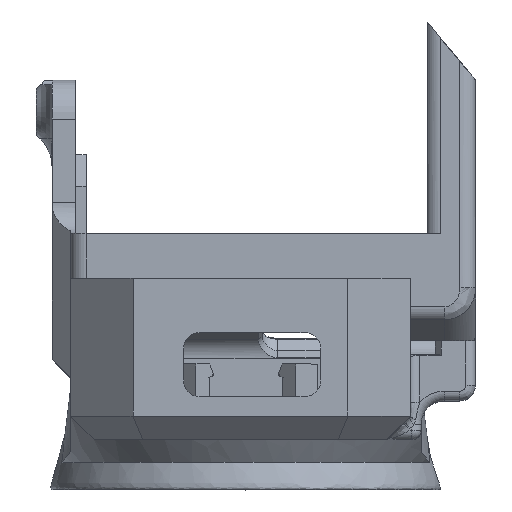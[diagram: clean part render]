
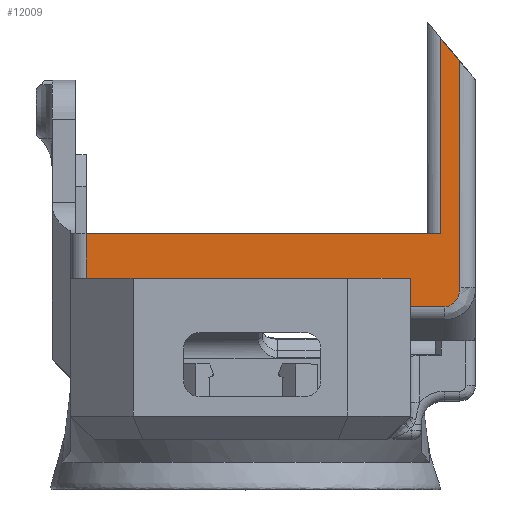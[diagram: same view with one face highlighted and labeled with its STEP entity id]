
A CAD part, top view. The second image highlights one B-rep face of the part: STEP entity #12009.
In plain terms, the highlighted planar face has unit normal (0, 0, 1).
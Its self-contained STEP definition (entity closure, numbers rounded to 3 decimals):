
#418=ELLIPSE('',#12899,2.442,2.);
#756=LINE('',#24715,#1615);
#861=LINE('',#25819,#1720);
#1030=LINE('',#26466,#1889);
#1032=LINE('',#26491,#1891);
#1258=LINE('',#29567,#2117);
#1261=LINE('',#29574,#2120);
#1263=LINE('',#29579,#2122);
#1264=LINE('',#29582,#2123);
#1343=LINE('',#30616,#2202);
#1344=LINE('',#30620,#2203);
#1345=LINE('',#30621,#2204);
#1615=VECTOR('',#14034,10.);
#1720=VECTOR('',#14339,10.);
#1889=VECTOR('',#14686,10.);
#1891=VECTOR('',#14696,10.);
#2117=VECTOR('',#15152,10.);
#2120=VECTOR('',#15161,10.);
#2122=VECTOR('',#15167,10.);
#2123=VECTOR('',#15172,10.);
#2202=VECTOR('',#15445,10.);
#2203=VECTOR('',#15450,10.);
#2204=VECTOR('',#15451,10.);
#3181=FACE_OUTER_BOUND('',#3861,.T.);
#3861=EDGE_LOOP('',(#10649,#10650,#10651,#10652,#10653,#10654,#10655,#10656,
#10657,#10658,#10659,#10660));
#5007=VERTEX_POINT('',#24712);
#5008=VERTEX_POINT('',#24714);
#5153=VERTEX_POINT('',#25816);
#5154=VERTEX_POINT('',#25818);
#5301=VERTEX_POINT('',#26463);
#5302=VERTEX_POINT('',#26465);
#5303=VERTEX_POINT('',#26488);
#5304=VERTEX_POINT('',#26490);
#5509=VERTEX_POINT('',#29577);
#5573=VERTEX_POINT('',#30365);
#5603=VERTEX_POINT('',#30615);
#5604=VERTEX_POINT('',#30619);
#6463=EDGE_CURVE('',#5007,#5008,#756,.T.);
#6666=EDGE_CURVE('',#5154,#5153,#861,.T.);
#6880=EDGE_CURVE('',#5302,#5301,#1030,.T.);
#6885=EDGE_CURVE('',#5303,#5304,#1032,.T.);
#7182=EDGE_CURVE('',#5301,#5154,#1258,.T.);
#7186=EDGE_CURVE('',#5302,#5303,#1261,.T.);
#7189=EDGE_CURVE('',#5509,#5153,#1263,.T.);
#7190=EDGE_CURVE('',#5304,#5007,#1264,.T.);
#7300=EDGE_CURVE('',#5573,#5509,#418,.T.);
#7350=EDGE_CURVE('',#5008,#5603,#1343,.T.);
#7352=EDGE_CURVE('',#5604,#5573,#1344,.T.);
#7353=EDGE_CURVE('',#5604,#5603,#1345,.T.);
#10649=ORIENTED_EDGE('',*,*,#6666,.T.);
#10650=ORIENTED_EDGE('',*,*,#7189,.F.);
#10651=ORIENTED_EDGE('',*,*,#7300,.F.);
#10652=ORIENTED_EDGE('',*,*,#7352,.F.);
#10653=ORIENTED_EDGE('',*,*,#7353,.T.);
#10654=ORIENTED_EDGE('',*,*,#7350,.F.);
#10655=ORIENTED_EDGE('',*,*,#6463,.F.);
#10656=ORIENTED_EDGE('',*,*,#7190,.F.);
#10657=ORIENTED_EDGE('',*,*,#6885,.F.);
#10658=ORIENTED_EDGE('',*,*,#7186,.F.);
#10659=ORIENTED_EDGE('',*,*,#6880,.T.);
#10660=ORIENTED_EDGE('',*,*,#7182,.T.);
#11411=PLANE('',#12931);
#12009=ADVANCED_FACE('',(#3181),#11411,.T.);
#12899=AXIS2_PLACEMENT_3D('',#30367,#15361,#15362);
#12931=AXIS2_PLACEMENT_3D('',#30618,#15448,#15449);
#14034=DIRECTION('',(1.,0.,0.));
#14339=DIRECTION('',(0.,-1.,0.));
#14686=DIRECTION('',(0.,1.,0.));
#14696=DIRECTION('',(0.,1.,0.));
#15152=DIRECTION('',(1.,0.,0.));
#15161=DIRECTION('',(-1.,0.,0.));
#15167=DIRECTION('',(-1.,0.,0.));
#15172=DIRECTION('',(0.,1.,0.));
#15361=DIRECTION('center_axis',(0.,0.,-1.));
#15362=DIRECTION('ref_axis',(0.,-1.,0.));
#15445=DIRECTION('',(0.,1.,0.));
#15448=DIRECTION('center_axis',(0.,0.,1.));
#15449=DIRECTION('ref_axis',(1.,0.,0.));
#15450=DIRECTION('',(0.,-1.,0.));
#15451=DIRECTION('',(-0.643,0.766,0.));
#24712=CARTESIAN_POINT('',(-20.6,-13.5,26.));
#24714=CARTESIAN_POINT('',(24.9,-13.5,26.));
#24715=CARTESIAN_POINT('',(23.65,-13.5,26.));
#25816=CARTESIAN_POINT('',(21.,-22.941,26.));
#25818=CARTESIAN_POINT('',(21.,-19.274,26.));
#25819=CARTESIAN_POINT('',(21.,-30.4,26.));
#26463=CARTESIAN_POINT('',(19.5,-19.274,26.));
#26465=CARTESIAN_POINT('',(19.5,-22.941,26.));
#26466=CARTESIAN_POINT('',(19.5,-30.4,26.));
#26488=CARTESIAN_POINT('',(-20.6,-22.941,26.));
#26490=CARTESIAN_POINT('',(-20.6,-19.274,26.));
#26491=CARTESIAN_POINT('',(-20.6,-18.,26.));
#29567=CARTESIAN_POINT('',(26.125,-19.274,26.));
#29574=CARTESIAN_POINT('',(9.788,-22.941,26.));
#29577=CARTESIAN_POINT('',(25.4,-22.941,26.));
#29579=CARTESIAN_POINT('',(9.788,-22.941,26.));
#29582=CARTESIAN_POINT('',(-20.6,-18.,26.));
#30365=CARTESIAN_POINT('',(27.4,-20.5,26.));
#30367=CARTESIAN_POINT('Origin',(25.4,-20.5,26.));
#30615=CARTESIAN_POINT('',(24.9,11.605,26.));
#30616=CARTESIAN_POINT('',(24.9,-14.55,26.));
#30618=CARTESIAN_POINT('Origin',(24.4,-22.5,26.));
#30619=CARTESIAN_POINT('',(27.4,8.625,26.));
#30620=CARTESIAN_POINT('',(27.4,-24.75,26.));
#30621=CARTESIAN_POINT('',(22.811,14.094,26.));
